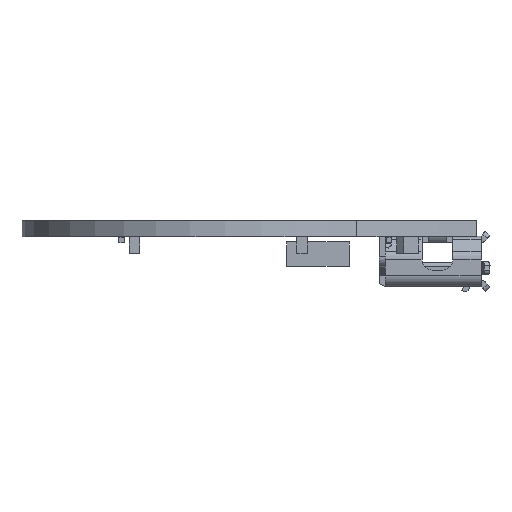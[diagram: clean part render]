
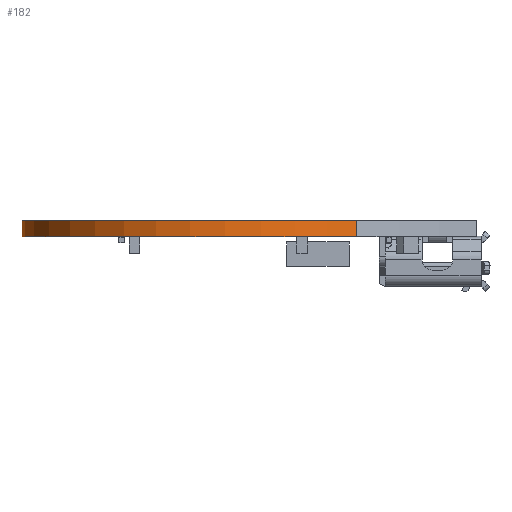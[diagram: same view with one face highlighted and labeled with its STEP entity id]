
A CAD part, left-side view. The second image highlights one B-rep face of the part: STEP entity #182.
In plain terms, the highlighted cylindrical face has radius 10.033 mm (diameter 20.065 mm), a partial arc.
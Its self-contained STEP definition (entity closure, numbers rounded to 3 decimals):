
#67 = CYLINDRICAL_SURFACE('',#68,26.243);
#68 = AXIS2_PLACEMENT_3D('',#69,#70,#71);
#69 = CARTESIAN_POINT('',(94.986,86.672,0.));
#70 = DIRECTION('',(0.,0.,-1.));
#71 = DIRECTION('',(-0.734,-0.679,0.));
#92 = VERTEX_POINT('',#93);
#93 = CARTESIAN_POINT('',(71.619,74.728,0.798));
#108 = PLANE('',#109);
#109 = AXIS2_PLACEMENT_3D('',#110,#111,#112);
#110 = CARTESIAN_POINT('',(75.721,68.853,0.798));
#111 = DIRECTION('',(0.,0.,1.));
#112 = DIRECTION('',(1.,0.,0.));
#124 = EDGE_CURVE('',#125,#92,#127,.T.);
#125 = VERTEX_POINT('',#126);
#126 = CARTESIAN_POINT('',(71.619,74.728,0.));
#127 = SURFACE_CURVE('',#128,(#132,#139),.PCURVE_S1.);
#128 = LINE('',#129,#130);
#129 = CARTESIAN_POINT('',(71.619,74.728,0.));
#130 = VECTOR('',#131,1.);
#131 = DIRECTION('',(0.,0.,1.));
#132 = PCURVE('',#67,#133);
#133 = DEFINITIONAL_REPRESENTATION('',(#134),#138);
#134 = LINE('',#135,#136);
#135 = CARTESIAN_POINT('',(0.274,0.));
#136 = VECTOR('',#137,1.);
#137 = DIRECTION('',(0.,-1.));
#138 = ( GEOMETRIC_REPRESENTATION_CONTEXT(2) 
PARAMETRIC_REPRESENTATION_CONTEXT() REPRESENTATION_CONTEXT('2D SPACE',''
  ) );
#139 = PCURVE('',#140,#145);
#140 = CYLINDRICAL_SURFACE('',#141,10.033);
#141 = AXIS2_PLACEMENT_3D('',#142,#143,#144);
#142 = CARTESIAN_POINT('',(79.374,81.093,0.));
#143 = DIRECTION('',(0.,0.,-1.));
#144 = DIRECTION('',(-0.773,-0.634,0.));
#145 = DEFINITIONAL_REPRESENTATION('',(#146),#150);
#146 = LINE('',#147,#148);
#147 = CARTESIAN_POINT('',(0.,0.));
#148 = VECTOR('',#149,1.);
#149 = DIRECTION('',(0.,-1.));
#150 = ( GEOMETRIC_REPRESENTATION_CONTEXT(2) 
PARAMETRIC_REPRESENTATION_CONTEXT() REPRESENTATION_CONTEXT('2D SPACE',''
  ) );
#167 = PLANE('',#168);
#168 = AXIS2_PLACEMENT_3D('',#169,#170,#171);
#169 = CARTESIAN_POINT('',(75.721,68.853,0.));
#170 = DIRECTION('',(0.,0.,1.));
#171 = DIRECTION('',(1.,0.,0.));
#182 = ADVANCED_FACE('',(#183),#140,.T.);
#183 = FACE_BOUND('',#184,.T.);
#184 = EDGE_LOOP('',(#185,#186,#214,#242));
#185 = ORIENTED_EDGE('',*,*,#124,.T.);
#186 = ORIENTED_EDGE('',*,*,#187,.T.);
#187 = EDGE_CURVE('',#92,#188,#190,.T.);
#188 = VERTEX_POINT('',#189);
#189 = CARTESIAN_POINT('',(87.134,74.733,0.798));
#190 = SURFACE_CURVE('',#191,(#196,#203),.PCURVE_S1.);
#191 = CIRCLE('',#192,10.033);
#192 = AXIS2_PLACEMENT_3D('',#193,#194,#195);
#193 = CARTESIAN_POINT('',(79.374,81.093,0.798));
#194 = DIRECTION('',(0.,0.,-1.));
#195 = DIRECTION('',(-0.773,-0.634,0.));
#196 = PCURVE('',#140,#197);
#197 = DEFINITIONAL_REPRESENTATION('',(#198),#202);
#198 = LINE('',#199,#200);
#199 = CARTESIAN_POINT('',(0.,-0.798));
#200 = VECTOR('',#201,1.);
#201 = DIRECTION('',(1.,0.));
#202 = ( GEOMETRIC_REPRESENTATION_CONTEXT(2) 
PARAMETRIC_REPRESENTATION_CONTEXT() REPRESENTATION_CONTEXT('2D SPACE',''
  ) );
#203 = PCURVE('',#108,#204);
#204 = DEFINITIONAL_REPRESENTATION('',(#205),#213);
#205 = ( BOUNDED_CURVE() B_SPLINE_CURVE(2,(#206,#207,#208,#209,#210,#211
,#212),.UNSPECIFIED.,.F.,.F.) B_SPLINE_CURVE_WITH_KNOTS((1,2,2,2,2,1),(
    -2.094,0.,2.094,4.189,6.283,
8.378),.UNSPECIFIED.) CURVE() GEOMETRIC_REPRESENTATION_ITEM() 
RATIONAL_B_SPLINE_CURVE((1.,0.5,1.,0.5,1.,0.5,1.)) REPRESENTATION_ITEM(
  '') );
#206 = CARTESIAN_POINT('',(-4.101,5.875));
#207 = CARTESIAN_POINT('',(-15.126,19.307));
#208 = CARTESIAN_POINT('',(2.019,22.138));
#209 = CARTESIAN_POINT('',(19.164,24.97));
#210 = CARTESIAN_POINT('',(13.044,8.706));
#211 = CARTESIAN_POINT('',(6.923,-7.558));
#212 = CARTESIAN_POINT('',(-4.101,5.875));
#213 = ( GEOMETRIC_REPRESENTATION_CONTEXT(2) 
PARAMETRIC_REPRESENTATION_CONTEXT() REPRESENTATION_CONTEXT('2D SPACE',''
  ) );
#214 = ORIENTED_EDGE('',*,*,#215,.F.);
#215 = EDGE_CURVE('',#216,#188,#218,.T.);
#216 = VERTEX_POINT('',#217);
#217 = CARTESIAN_POINT('',(87.134,74.733,0.));
#218 = SURFACE_CURVE('',#219,(#223,#230),.PCURVE_S1.);
#219 = LINE('',#220,#221);
#220 = CARTESIAN_POINT('',(87.134,74.733,0.));
#221 = VECTOR('',#222,1.);
#222 = DIRECTION('',(0.,0.,1.));
#223 = PCURVE('',#140,#224);
#224 = DEFINITIONAL_REPRESENTATION('',(#225),#229);
#225 = LINE('',#226,#227);
#226 = CARTESIAN_POINT('',(4.515,0.));
#227 = VECTOR('',#228,1.);
#228 = DIRECTION('',(0.,-1.));
#229 = ( GEOMETRIC_REPRESENTATION_CONTEXT(2) 
PARAMETRIC_REPRESENTATION_CONTEXT() REPRESENTATION_CONTEXT('2D SPACE',''
  ) );
#230 = PCURVE('',#231,#236);
#231 = CYLINDRICAL_SURFACE('',#232,26.274);
#232 = AXIS2_PLACEMENT_3D('',#233,#234,#235);
#233 = CARTESIAN_POINT('',(63.738,86.69,0.));
#234 = DIRECTION('',(0.,0.,-1.));
#235 = DIRECTION('',(0.89,-0.455,0.));
#236 = DEFINITIONAL_REPRESENTATION('',(#237),#241);
#237 = LINE('',#238,#239);
#238 = CARTESIAN_POINT('',(0.,0.));
#239 = VECTOR('',#240,1.);
#240 = DIRECTION('',(0.,-1.));
#241 = ( GEOMETRIC_REPRESENTATION_CONTEXT(2) 
PARAMETRIC_REPRESENTATION_CONTEXT() REPRESENTATION_CONTEXT('2D SPACE',''
  ) );
#242 = ORIENTED_EDGE('',*,*,#243,.F.);
#243 = EDGE_CURVE('',#125,#216,#244,.T.);
#244 = SURFACE_CURVE('',#245,(#250,#257),.PCURVE_S1.);
#245 = CIRCLE('',#246,10.033);
#246 = AXIS2_PLACEMENT_3D('',#247,#248,#249);
#247 = CARTESIAN_POINT('',(79.374,81.093,0.));
#248 = DIRECTION('',(0.,0.,-1.));
#249 = DIRECTION('',(-0.773,-0.634,0.));
#250 = PCURVE('',#140,#251);
#251 = DEFINITIONAL_REPRESENTATION('',(#252),#256);
#252 = LINE('',#253,#254);
#253 = CARTESIAN_POINT('',(0.,0.));
#254 = VECTOR('',#255,1.);
#255 = DIRECTION('',(1.,0.));
#256 = ( GEOMETRIC_REPRESENTATION_CONTEXT(2) 
PARAMETRIC_REPRESENTATION_CONTEXT() REPRESENTATION_CONTEXT('2D SPACE',''
  ) );
#257 = PCURVE('',#167,#258);
#258 = DEFINITIONAL_REPRESENTATION('',(#259),#267);
#259 = ( BOUNDED_CURVE() B_SPLINE_CURVE(2,(#260,#261,#262,#263,#264,#265
,#266),.UNSPECIFIED.,.F.,.F.) B_SPLINE_CURVE_WITH_KNOTS((1,2,2,2,2,1),(
    -2.094,0.,2.094,4.189,6.283,
8.378),.UNSPECIFIED.) CURVE() GEOMETRIC_REPRESENTATION_ITEM() 
RATIONAL_B_SPLINE_CURVE((1.,0.5,1.,0.5,1.,0.5,1.)) REPRESENTATION_ITEM(
  '') );
#260 = CARTESIAN_POINT('',(-4.101,5.875));
#261 = CARTESIAN_POINT('',(-15.126,19.307));
#262 = CARTESIAN_POINT('',(2.019,22.138));
#263 = CARTESIAN_POINT('',(19.164,24.97));
#264 = CARTESIAN_POINT('',(13.044,8.706));
#265 = CARTESIAN_POINT('',(6.923,-7.558));
#266 = CARTESIAN_POINT('',(-4.101,5.875));
#267 = ( GEOMETRIC_REPRESENTATION_CONTEXT(2) 
PARAMETRIC_REPRESENTATION_CONTEXT() REPRESENTATION_CONTEXT('2D SPACE',''
  ) );
